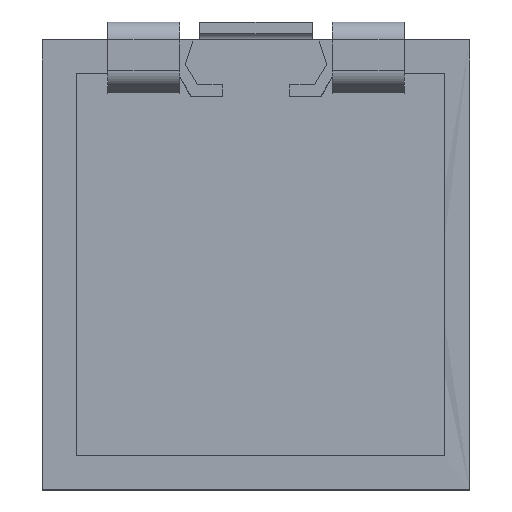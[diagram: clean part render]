
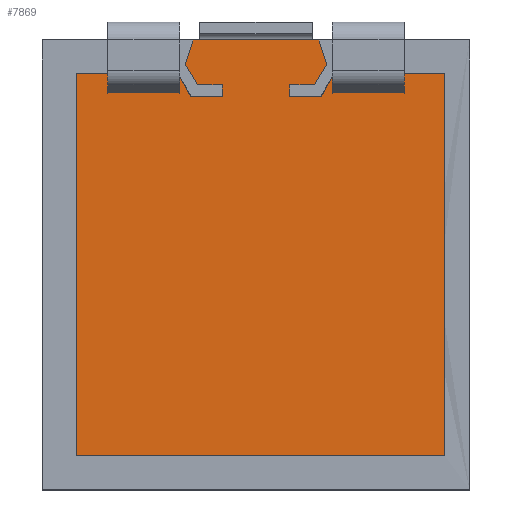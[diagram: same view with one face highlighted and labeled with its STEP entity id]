
A CAD part, top view. The second image highlights one B-rep face of the part: STEP entity #7869.
In plain terms, the highlighted planar face has unit normal (0, 0, 1).
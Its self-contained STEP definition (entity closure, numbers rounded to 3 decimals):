
#156 = EDGE_CURVE ( 'NONE', #4090, #1351, #10757, .T. ) ;
#313 = CARTESIAN_POINT ( 'NONE',  ( 0.495, 2.515, 0. ) ) ;
#516 = VECTOR ( 'NONE', #11055, 1000. ) ;
#607 = DIRECTION ( 'NONE',  ( 1., 0., 0. ) ) ;
#722 = CARTESIAN_POINT ( 'NONE',  ( -0.254, 2.159, 0. ) ) ;
#739 = VERTEX_POINT ( 'NONE', #13334 ) ;
#772 = EDGE_CURVE ( 'NONE', #4706, #8054, #7404, .T. ) ;
#798 = VERTEX_POINT ( 'NONE', #10162 ) ;
#858 = LINE ( 'NONE', #6345, #3985 ) ;
#1238 = CARTESIAN_POINT ( 'NONE',  ( -0.254, 2.286, 0. ) ) ;
#1351 = VERTEX_POINT ( 'NONE', #13479 ) ;
#1357 = DIRECTION ( 'NONE',  ( -1., 0., 0. ) ) ;
#1402 = CARTESIAN_POINT ( 'NONE',  ( 0.584, 2.413, 0. ) ) ;
#1788 = ORIENTED_EDGE ( 'NONE', *, *, #7087, .T. ) ;
#1819 = CARTESIAN_POINT ( 'NONE',  ( -0.686, 2.286, 0. ) ) ;
#1827 = ORIENTED_EDGE ( 'NONE', *, *, #8863, .T. ) ;
#1864 = VECTOR ( 'NONE', #7808, 1000. ) ;
#1981 = CARTESIAN_POINT ( 'NONE',  ( 0.076, 2.286, 0. ) ) ;
#2020 = DIRECTION ( 'NONE',  ( 0., -1., 0. ) ) ;
#2332 = VECTOR ( 'NONE', #12417, 1000. ) ;
#2396 = LINE ( 'NONE', #11107, #3207 ) ;
#2496 = CARTESIAN_POINT ( 'NONE',  ( 1.829, 2.413, 0. ) ) ;
#2583 = EDGE_CURVE ( 'NONE', #1351, #739, #11114, .T. ) ;
#2592 = VECTOR ( 'NONE', #2020, 1000. ) ;
#2640 = ORIENTED_EDGE ( 'NONE', *, *, #6421, .T. ) ;
#2673 = CARTESIAN_POINT ( 'NONE',  ( -0.254, 2.286, 0. ) ) ;
#2688 = CARTESIAN_POINT ( 'NONE',  ( 0.432, 2.159, 0. ) ) ;
#2720 = ORIENTED_EDGE ( 'NONE', *, *, #4191, .T. ) ;
#2730 = DIRECTION ( 'NONE',  ( 0.521, 0.853, 0. ) ) ;
#2947 = ORIENTED_EDGE ( 'NONE', *, *, #12712, .T. ) ;
#3167 = CARTESIAN_POINT ( 'NONE',  ( 0.076, 0.445, 0. ) ) ;
#3187 = DIRECTION ( 'NONE',  ( 1., 0., 0. ) ) ;
#3207 = VECTOR ( 'NONE', #2730, 1000. ) ;
#3231 = DIRECTION ( 'NONE',  ( -1., 0., 0. ) ) ;
#3632 = VECTOR ( 'NONE', #13216, 1000. ) ;
#3735 = VERTEX_POINT ( 'NONE', #11946 ) ;
#3855 = DIRECTION ( 'NONE',  ( -1., 0., 0. ) ) ;
#3958 = CARTESIAN_POINT ( 'NONE',  ( -1.041, 2.159, 0. ) ) ;
#3985 = VECTOR ( 'NONE', #3231, 1000. ) ;
#4006 = VERTEX_POINT ( 'NONE', #1981 ) ;
#4064 = LINE ( 'NONE', #8350, #2592 ) ;
#4090 = VERTEX_POINT ( 'NONE', #6362 ) ;
#4191 = EDGE_CURVE ( 'NONE', #8054, #4006, #4248, .T. ) ;
#4248 = LINE ( 'NONE', #3167, #13197 ) ;
#4449 = EDGE_CURVE ( 'NONE', #4090, #10409, #7681, .T. ) ;
#4472 = VERTEX_POINT ( 'NONE', #4968 ) ;
#4497 = DIRECTION ( 'NONE',  ( 0., 1., 0. ) ) ;
#4541 = VECTOR ( 'NONE', #7231, 1000. ) ;
#4665 = VECTOR ( 'NONE', #11697, 1000. ) ;
#4706 = VERTEX_POINT ( 'NONE', #2688 ) ;
#4825 = LINE ( 'NONE', #10814, #4665 ) ;
#4947 = CARTESIAN_POINT ( 'NONE',  ( -1.105, 2.515, 0. ) ) ;
#4963 = EDGE_CURVE ( 'NONE', #8890, #4706, #5190, .T. ) ;
#4968 = CARTESIAN_POINT ( 'NONE',  ( 1.829, -1.905, 0. ) ) ;
#5016 = ORIENTED_EDGE ( 'NONE', *, *, #10917, .T. ) ;
#5190 = LINE ( 'NONE', #6249, #10962 ) ;
#5280 = DIRECTION ( 'NONE',  ( 0., 0., 1. ) ) ;
#5307 = DIRECTION ( 'NONE',  ( 0., 1., 0. ) ) ;
#5553 = EDGE_CURVE ( 'NONE', #798, #7328, #11614, .T. ) ;
#5595 = CARTESIAN_POINT ( 'NONE',  ( 0.076, 2.159, 0. ) ) ;
#5620 = ORIENTED_EDGE ( 'NONE', *, *, #11621, .T. ) ;
#5929 = ORIENTED_EDGE ( 'NONE', *, *, #12797, .T. ) ;
#6167 = DIRECTION ( 'NONE',  ( -0.514, -0.857, 0. ) ) ;
#6249 = CARTESIAN_POINT ( 'NONE',  ( 0.584, 2.413, 0. ) ) ;
#6252 = LINE ( 'NONE', #10864, #12054 ) ;
#6345 = CARTESIAN_POINT ( 'NONE',  ( -0.254, 2.413, 0. ) ) ;
#6362 = CARTESIAN_POINT ( 'NONE',  ( -1.016, 2.794, 0. ) ) ;
#6421 = EDGE_CURVE ( 'NONE', #4006, #9903, #10246, .T. ) ;
#6614 = CARTESIAN_POINT ( 'NONE',  ( 1.829, 0.445, 0. ) ) ;
#6761 = VECTOR ( 'NONE', #12976, 1000. ) ;
#6866 = VECTOR ( 'NONE', #607, 1000. ) ;
#6908 = EDGE_LOOP ( 'NONE', ( #5620, #1827, #10430, #10201, #5016, #1788, #2947, #7646, #13332, #7482, #2720, #2640, #10343, #5929, #11863, #9850, #10773, #10653 ) ) ;
#6973 = VECTOR ( 'NONE', #12380, 1000. ) ;
#7066 = VECTOR ( 'NONE', #3855, 1000. ) ;
#7087 = EDGE_CURVE ( 'NONE', #8118, #4472, #9351, .T. ) ;
#7231 = DIRECTION ( 'NONE',  ( 1., 0., 0. ) ) ;
#7272 = CARTESIAN_POINT ( 'NONE',  ( -0.305, 2.794, 0. ) ) ;
#7328 = VERTEX_POINT ( 'NONE', #7462 ) ;
#7404 = LINE ( 'NONE', #722, #7066 ) ;
#7462 = CARTESIAN_POINT ( 'NONE',  ( -2.337, 2.413, 0. ) ) ;
#7482 = ORIENTED_EDGE ( 'NONE', *, *, #772, .T. ) ;
#7640 = EDGE_CURVE ( 'NONE', #9903, #7921, #2396, .T. ) ;
#7646 = ORIENTED_EDGE ( 'NONE', *, *, #12650, .T. ) ;
#7681 = LINE ( 'NONE', #7272, #4541 ) ;
#7727 = VERTEX_POINT ( 'NONE', #1819 ) ;
#7738 = LINE ( 'NONE', #13389, #2332 ) ;
#7808 = DIRECTION ( 'NONE',  ( -0.303, 0.953, 0. ) ) ;
#7869 = ADVANCED_FACE ( 'NONE', ( #9602 ), #13673, .T. ) ;
#7921 = VERTEX_POINT ( 'NONE', #9706 ) ;
#8054 = VERTEX_POINT ( 'NONE', #5595 ) ;
#8118 = VERTEX_POINT ( 'NONE', #13065 ) ;
#8350 = CARTESIAN_POINT ( 'NONE',  ( -2.337, 0.445, 0. ) ) ;
#8618 = CARTESIAN_POINT ( 'NONE',  ( 0.356, 2.286, 0. ) ) ;
#8795 = VECTOR ( 'NONE', #11327, 1000. ) ;
#8863 = EDGE_CURVE ( 'NONE', #3735, #12919, #6252, .T. ) ;
#8890 = VERTEX_POINT ( 'NONE', #1402 ) ;
#9351 = LINE ( 'NONE', #13235, #6866 ) ;
#9580 = VECTOR ( 'NONE', #4497, 1000. ) ;
#9602 = FACE_OUTER_BOUND ( 'NONE', #6908, .T. ) ;
#9706 = CARTESIAN_POINT ( 'NONE',  ( 0.495, 2.515, 0. ) ) ;
#9850 = ORIENTED_EDGE ( 'NONE', *, *, #156, .T. ) ;
#9903 = VERTEX_POINT ( 'NONE', #8618 ) ;
#10162 = CARTESIAN_POINT ( 'NONE',  ( -1.194, 2.413, 0. ) ) ;
#10201 = ORIENTED_EDGE ( 'NONE', *, *, #5553, .T. ) ;
#10218 = CARTESIAN_POINT ( 'NONE',  ( -0.254, 2.413, 0. ) ) ;
#10246 = LINE ( 'NONE', #1238, #6761 ) ;
#10254 = LINE ( 'NONE', #313, #1864 ) ;
#10343 = ORIENTED_EDGE ( 'NONE', *, *, #7640, .T. ) ;
#10409 = VERTEX_POINT ( 'NONE', #11436 ) ;
#10430 = ORIENTED_EDGE ( 'NONE', *, *, #12960, .T. ) ;
#10653 = ORIENTED_EDGE ( 'NONE', *, *, #12849, .T. ) ;
#10757 = LINE ( 'NONE', #11100, #516 ) ;
#10773 = ORIENTED_EDGE ( 'NONE', *, *, #2583, .T. ) ;
#10814 = CARTESIAN_POINT ( 'NONE',  ( -0.686, 0.445, 0. ) ) ;
#10864 = CARTESIAN_POINT ( 'NONE',  ( -0.254, 2.159, 0. ) ) ;
#10917 = EDGE_CURVE ( 'NONE', #7328, #8118, #4064, .T. ) ;
#10962 = VECTOR ( 'NONE', #6167, 1000. ) ;
#11055 = DIRECTION ( 'NONE',  ( -0.303, -0.953, 0. ) ) ;
#11100 = CARTESIAN_POINT ( 'NONE',  ( -1.016, 2.794, 0. ) ) ;
#11107 = CARTESIAN_POINT ( 'NONE',  ( 0.356, 2.286, 0. ) ) ;
#11114 = LINE ( 'NONE', #4947, #6973 ) ;
#11327 = DIRECTION ( 'NONE',  ( -1., 0., 0. ) ) ;
#11436 = CARTESIAN_POINT ( 'NONE',  ( 0.406, 2.794, 0. ) ) ;
#11614 = LINE ( 'NONE', #10218, #8795 ) ;
#11621 = EDGE_CURVE ( 'NONE', #7727, #3735, #4825, .T. ) ;
#11697 = DIRECTION ( 'NONE',  ( 0., -1., 0. ) ) ;
#11863 = ORIENTED_EDGE ( 'NONE', *, *, #4449, .F. ) ;
#11946 = CARTESIAN_POINT ( 'NONE',  ( -0.686, 2.159, 0. ) ) ;
#12054 = VECTOR ( 'NONE', #1357, 1000. ) ;
#12065 = LINE ( 'NONE', #2673, #3632 ) ;
#12131 = AXIS2_PLACEMENT_3D ( 'NONE', #13712, #5280, #3187 ) ;
#12380 = DIRECTION ( 'NONE',  ( 0.521, -0.853, 0. ) ) ;
#12417 = DIRECTION ( 'NONE',  ( -0.514, 0.857, 0. ) ) ;
#12650 = EDGE_CURVE ( 'NONE', #12684, #8890, #858, .T. ) ;
#12684 = VERTEX_POINT ( 'NONE', #2496 ) ;
#12712 = EDGE_CURVE ( 'NONE', #4472, #12684, #13258, .T. ) ;
#12797 = EDGE_CURVE ( 'NONE', #7921, #10409, #10254, .T. ) ;
#12849 = EDGE_CURVE ( 'NONE', #739, #7727, #12065, .T. ) ;
#12919 = VERTEX_POINT ( 'NONE', #3958 ) ;
#12960 = EDGE_CURVE ( 'NONE', #12919, #798, #7738, .T. ) ;
#12976 = DIRECTION ( 'NONE',  ( 1., 0., 0. ) ) ;
#13065 = CARTESIAN_POINT ( 'NONE',  ( -2.337, -1.905, 0. ) ) ;
#13197 = VECTOR ( 'NONE', #5307, 1000. ) ;
#13216 = DIRECTION ( 'NONE',  ( 1., 0., 0. ) ) ;
#13235 = CARTESIAN_POINT ( 'NONE',  ( -0.254, -1.905, 0. ) ) ;
#13258 = LINE ( 'NONE', #6614, #9580 ) ;
#13332 = ORIENTED_EDGE ( 'NONE', *, *, #4963, .T. ) ;
#13334 = CARTESIAN_POINT ( 'NONE',  ( -0.965, 2.286, 0. ) ) ;
#13389 = CARTESIAN_POINT ( 'NONE',  ( -1.041, 2.159, 0. ) ) ;
#13479 = CARTESIAN_POINT ( 'NONE',  ( -1.105, 2.515, 0. ) ) ;
#13673 = PLANE ( 'NONE',  #12131 ) ;
#13712 = CARTESIAN_POINT ( 'NONE',  ( -0.254, 0.445, 0. ) ) ;
